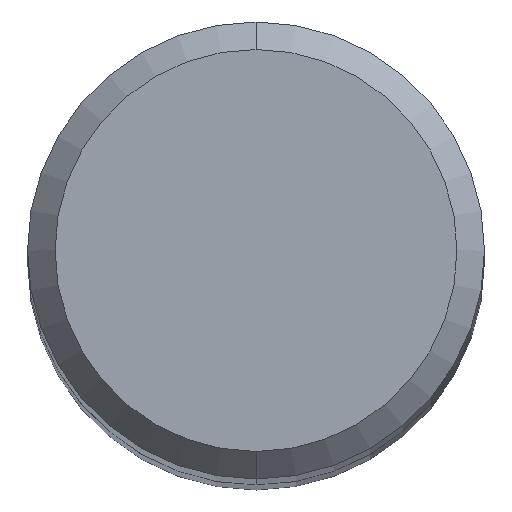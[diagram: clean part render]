
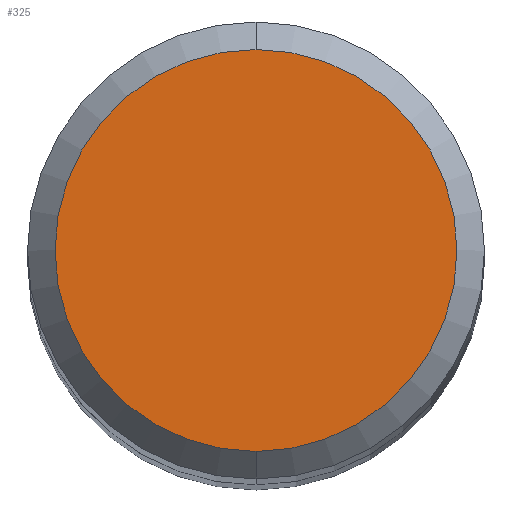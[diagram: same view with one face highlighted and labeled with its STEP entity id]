
A CAD part, top view. The second image highlights one B-rep face of the part: STEP entity #325.
In plain terms, the highlighted planar face has unit normal (0, 0, 1).
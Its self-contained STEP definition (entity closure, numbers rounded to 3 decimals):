
#243=VERTEX_POINT('',#526);
#269=EDGE_CURVE('',#275,#243,#556,.T.);
#275=VERTEX_POINT('',#564);
#309=EDGE_CURVE('',#243,#275,#599,.T.);
#325=ADVANCED_FACE('',(#615),#616,.T.);
#526=CARTESIAN_POINT('',(0.0,3.65,0.0));
#556=CIRCLE('',#1004,3.65);
#564=CARTESIAN_POINT('',(0.,-3.65,0.0));
#599=CIRCLE('',#1093,3.65);
#615=FACE_OUTER_BOUND('',#1122,.T.);
#616=PLANE('',#1123);
#1004=AXIS2_PLACEMENT_3D('',#1468,#1469,#1470);
#1093=AXIS2_PLACEMENT_3D('',#1509,#1510,#1511);
#1122=EDGE_LOOP('',(#1524,#1525));
#1123=AXIS2_PLACEMENT_3D('',#1526,#1527,#1528);
#1468=CARTESIAN_POINT('',(0.0,0.0,0.0));
#1469=DIRECTION('',(0.0,0.0,-1.0));
#1470=DIRECTION('',(0.0,1.0,0.0));
#1509=CARTESIAN_POINT('',(0.0,0.0,0.0));
#1510=DIRECTION('',(0.0,0.0,-1.0));
#1511=DIRECTION('',(0.0,1.0,0.0));
#1524=ORIENTED_EDGE('',*,*,#309,.F.);
#1525=ORIENTED_EDGE('',*,*,#269,.F.);
#1526=CARTESIAN_POINT('',(0.0,1.825,0.0));
#1527=DIRECTION('',(-0.0,0.0,1.0));
#1528=DIRECTION('',(0.0,-1.0,0.0));
